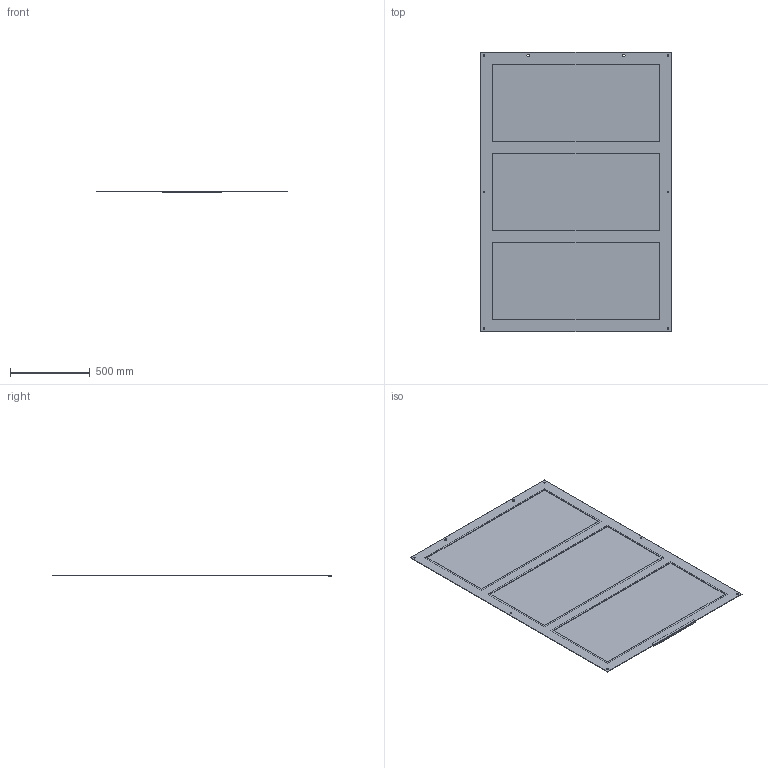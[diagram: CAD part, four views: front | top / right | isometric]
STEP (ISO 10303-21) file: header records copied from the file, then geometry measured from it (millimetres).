
FILE_DESCRIPTION (( 'STEP AP203' ), '1' );
FILE_NAME ('20214520S049-飛輪護罩.STEP', '2023-10-02T08:29:15', ( '' ), ( '' ), 'SwSTEP 2.0', 'SolidWorks 2018', '' );
FILE_SCHEMA (( 'CONFIG_CONTROL_DESIGN' ));
Length unit declared in the file: millimetre
Products named in the file (1): 20214520S049-飛輪護罩
Bounding box: 1190 x 1750 x 11.2 mm (x, y, z)
Volume: 4455921.1 mm3; surface area: 4433567.4 mm2
Topology: 5 solids, 5 shells, 50 faces, 126 edges, 86 vertices
Faces by surface type: plane 42, cylinder 8
Full cylindrical faces by diameter (mm): 10 x6, 15 x2
Entity records: 1513 total; most frequent: CARTESIAN_POINT 243, DIRECTION 230, ORIENTED_EDGE 224, EDGE_CURVE 112, VECTOR 96, LINE 96, VERTEX_POINT 80, EDGE_LOOP 80
